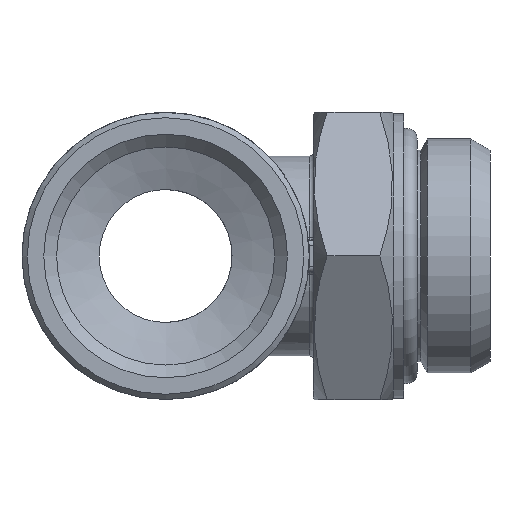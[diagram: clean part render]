
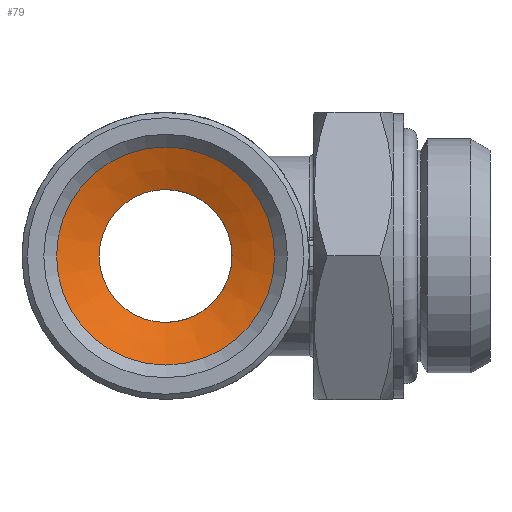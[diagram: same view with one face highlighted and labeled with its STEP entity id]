
A CAD part, front view. The second image highlights one B-rep face of the part: STEP entity #79.
In plain terms, the highlighted conical face has half-angle 68 degrees and reference radius 10.25 mm.
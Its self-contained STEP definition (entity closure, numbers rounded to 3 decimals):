
#79 = ADVANCED_FACE( 'NONE', ( #258, #259 ), #260, .F. );
#258 = FACE_OUTER_BOUND( '', #663, .T. );
#259 = FACE_BOUND( '', #664, .T. );
#260 = CONICAL_SURFACE( '', #665, 10.25, 1.187 );
#663 = EDGE_LOOP( '', ( #1997 ) );
#664 = EDGE_LOOP( '', ( #1998 ) );
#665 = AXIS2_PLACEMENT_3D( '', #1999, #2000, #2001 );
#1997 = ORIENTED_EDGE( '', *, *, #3200, .F. );
#1998 = ORIENTED_EDGE( '', *, *, #3201, .T. );
#1999 = CARTESIAN_POINT( '', ( 0., -18.5, 0. ) );
#2000 = DIRECTION( '', ( 0., -1., 0. ) );
#2001 = DIRECTION( '', ( 0., 0., 1. ) );
#3200 = EDGE_CURVE( 'NONE', #3626, #3626, #3627, .T. );
#3201 = EDGE_CURVE( 'NONE', #3628, #3628, #3629, .T. );
#3626 = VERTEX_POINT( '', #4369 );
#3627 = CIRCLE( '', #4370, 10.25 );
#3628 = VERTEX_POINT( '', #4371 );
#3629 = CIRCLE( '', #4372, 6.25 );
#4369 = CARTESIAN_POINT( '', ( 0., -18.5, -10.25 ) );
#4370 = AXIS2_PLACEMENT_3D( '', #6141, #6142, #6143 );
#4371 = CARTESIAN_POINT( '', ( 0., -16.884, -6.25 ) );
#4372 = AXIS2_PLACEMENT_3D( '', #6144, #6145, #6146 );
#6141 = CARTESIAN_POINT( '', ( 0., -18.5, 0. ) );
#6142 = DIRECTION( '', ( 0., 1., 0. ) );
#6143 = DIRECTION( '', ( 0., 0., -1. ) );
#6144 = CARTESIAN_POINT( '', ( 0., -16.884, 0. ) );
#6145 = DIRECTION( '', ( 0., 1., 0. ) );
#6146 = DIRECTION( '', ( 0., 0., -1. ) );
